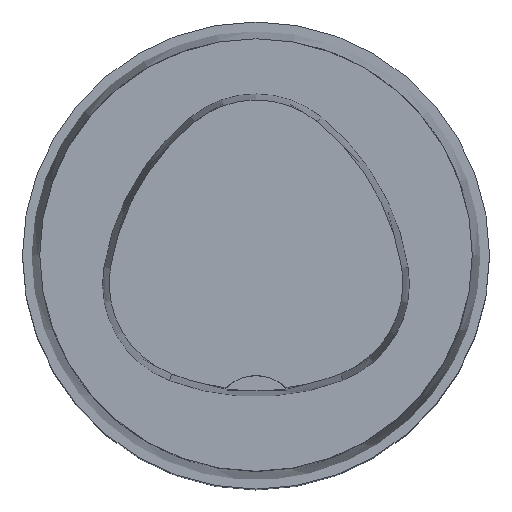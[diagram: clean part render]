
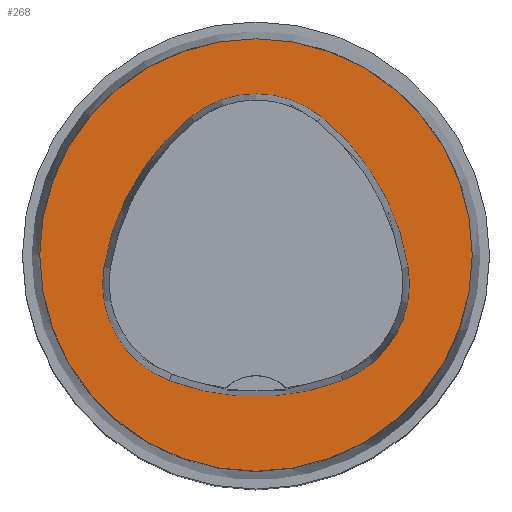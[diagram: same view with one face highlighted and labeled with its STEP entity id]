
A CAD part, top view. The second image highlights one B-rep face of the part: STEP entity #268.
In plain terms, the highlighted planar face has unit normal (0, 0, 1).
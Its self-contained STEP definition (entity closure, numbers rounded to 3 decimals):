
#221=PLANE('',#827);
#268=ADVANCED_FACE('',(#342,#343),#221,.T.);
#342=FACE_BOUND('',#406,.T.);
#343=FACE_BOUND('',#407,.T.);
#406=EDGE_LOOP('',(#525,#526,#527,#528,#529,#530));
#407=EDGE_LOOP('',(#531));
#525=ORIENTED_EDGE('',*,*,#690,.T.);
#526=ORIENTED_EDGE('',*,*,#670,.T.);
#527=ORIENTED_EDGE('',*,*,#674,.T.);
#528=ORIENTED_EDGE('',*,*,#677,.T.);
#529=ORIENTED_EDGE('',*,*,#680,.T.);
#530=ORIENTED_EDGE('',*,*,#688,.T.);
#531=ORIENTED_EDGE('',*,*,#661,.F.);
#603=VERTEX_POINT('',#1156);
#612=VERTEX_POINT('',#1175);
#613=VERTEX_POINT('',#1176);
#616=VERTEX_POINT('',#1184);
#618=VERTEX_POINT('',#1190);
#620=VERTEX_POINT('',#1196);
#627=VERTEX_POINT('',#1217);
#661=EDGE_CURVE('',#603,#603,#727,.T.);
#670=EDGE_CURVE('',#612,#613,#728,.T.);
#674=EDGE_CURVE('',#613,#616,#730,.T.);
#677=EDGE_CURVE('',#616,#618,#732,.T.);
#680=EDGE_CURVE('',#618,#620,#734,.T.);
#688=EDGE_CURVE('',#620,#627,#738,.T.);
#690=EDGE_CURVE('',#627,#612,#740,.T.);
#727=CIRCLE('',#799,25.);
#728=CIRCLE('',#805,28.);
#730=CIRCLE('',#808,12.);
#732=CIRCLE('',#811,28.);
#734=CIRCLE('',#814,12.);
#738=CIRCLE('',#819,28.);
#740=CIRCLE('',#822,12.);
#799=AXIS2_PLACEMENT_3D('',#1155,#957,#958);
#805=AXIS2_PLACEMENT_3D('',#1174,#973,#974);
#808=AXIS2_PLACEMENT_3D('',#1183,#981,#982);
#811=AXIS2_PLACEMENT_3D('',#1189,#988,#989);
#814=AXIS2_PLACEMENT_3D('',#1195,#995,#996);
#819=AXIS2_PLACEMENT_3D('',#1218,#1007,#1008);
#822=AXIS2_PLACEMENT_3D('',#1221,#1013,#1014);
#827=AXIS2_PLACEMENT_3D('',#1226,#1023,#1024);
#957=DIRECTION('',(0.,0.,-1.));
#958=DIRECTION('',(-1.,0.,0.));
#973=DIRECTION('',(0.,0.,-1.));
#974=DIRECTION('',(-1.,0.,0.));
#981=DIRECTION('',(0.,0.,-1.));
#982=DIRECTION('',(-1.,0.,0.));
#988=DIRECTION('',(0.,0.,-1.));
#989=DIRECTION('',(-1.,0.,0.));
#995=DIRECTION('',(0.,0.,-1.));
#996=DIRECTION('',(-1.,0.,0.));
#1007=DIRECTION('',(0.,0.,-1.));
#1008=DIRECTION('',(-1.,0.,0.));
#1013=DIRECTION('',(0.,0.,-1.));
#1014=DIRECTION('',(-1.,0.,0.));
#1023=DIRECTION('',(0.,0.,1.));
#1024=DIRECTION('',(1.,0.,0.));
#1155=CARTESIAN_POINT('',(0.,0.,0.));
#1156=CARTESIAN_POINT('',(-25.,0.,0.));
#1174=CARTESIAN_POINT('',(10.068,-5.824,0.));
#1175=CARTESIAN_POINT('',(-17.584,-1.424,0.));
#1176=CARTESIAN_POINT('',(-7.531,15.953,0.));
#1183=CARTESIAN_POINT('',(0.011,6.62,0.));
#1184=CARTESIAN_POINT('',(7.567,15.942,0.));
#1189=CARTESIAN_POINT('',(-10.063,-5.81,0.));
#1190=CARTESIAN_POINT('',(17.59,-1.418,0.));
#1195=CARTESIAN_POINT('',(5.739,-3.3,0.));
#1196=CARTESIAN_POINT('',(10.05,-14.499,0.));
#1217=CARTESIAN_POINT('',(-10.025,-14.516,0.));
#1218=CARTESIAN_POINT('',(-0.01,11.631,0.));
#1221=CARTESIAN_POINT('',(-5.733,-3.31,0.));
#1226=CARTESIAN_POINT('',(0.,0.,0.));
